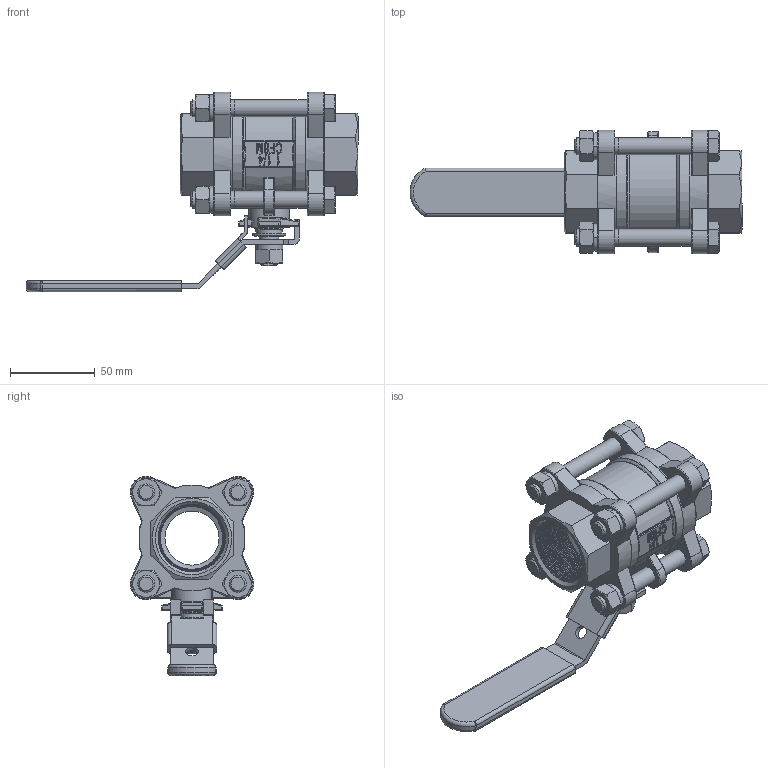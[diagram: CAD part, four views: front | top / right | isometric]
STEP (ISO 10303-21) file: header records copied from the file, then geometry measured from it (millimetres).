
FILE_DESCRIPTION(('STEP AP214'),'1');
FILE_NAME('11-4.stp','2020-08-04T06:21:05',(' '),(' '),'Spatial InterOp 3D',' ',' ');
FILE_SCHEMA(('AUTOMOTIVE_DESIGN { 1 0 10303 214 1 1 1 1 }'));
Length unit declared in the file: millimetre
Products named in the file (23): 3PC_____ 11/4; 阀体; 球体; 阀杆; 格兰; 手柄套; 加锁手柄; 螺母 ： 标准 - M10.0 x 8.4; 垫圈 ： 单圈弹簧 - M10.0 x 2.6; 螺栓 ： 六角头 - M10.0 x 79.0; 阀盖
Assembly tree (22 placements, depth 2):
  3PC_____ 11/4
    阀体
    球体
    阀杆
    格兰
    手柄套
    加锁手柄
    螺母 ： 标准 - M10.0 x 8.4
    垫圈 ： 单圈弹簧 - M10.0 x 2.6
    螺栓 ： 六角头 - M10.0 x 79.0
    螺栓 ： 六角头 - M10.0 x 79.0
    螺栓 ： 六角头 - M10.0 x 79.0
    螺母 ： 标准 - M10.0 x 8.4
    螺母 ： 标准 - M10.0 x 8.4
    螺母 ： 标准 - M10.0 x 8.4
    螺母 ： 标准 - M10.0 x 8.4
    垫圈 ： 单圈弹簧 - M10.0 x 2.6
    垫圈 ： 单圈弹簧 - M10.0 x 2.6
    垫圈 ： 单圈弹簧 - M10.0 x 2.6
    垫圈 ： 单圈弹簧 - M10.0 x 2.6
    阀盖
    螺栓 ： 六角头 - M10.0 x 79.0
    阀盖
Bounding box: 196.36 x 73.03 x 117.92 mm (x, y, z)
Volume: 233054.4 mm3; surface area: 116335.3 mm2
Topology: 38 solids, 38 shells, 1283 faces, 3263 edges, 2047 vertices
Faces by surface type: plane 825, cylinder 176, cone 114, bspline 90, torus 46, sphere 32
Full cylindrical faces by diameter (mm): 7.5 x1, 10 x9, 10.5 x10, 11.5 x1, 12 x2, 15 x1, 15.5 x1, 15.951 x1, 16 x1, 17.463 x1, 19.63 x1, 24 x1, 32 x3, 51.5 x1, 52.1 x2, 56.1 x2, 62.5 x4
Entity records: 86883 total; most frequent: CARTESIAN_POINT 46485, ORIENTED_EDGE 6304, DIRECTION 5710, EDGE_CURVE 3152, LINE 2158, VECTOR 2158, VERTEX_POINT 2032, AXIS2_PLACEMENT_3D 1776
